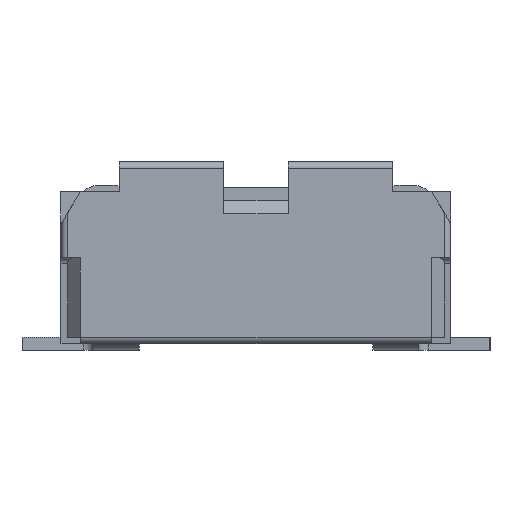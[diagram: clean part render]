
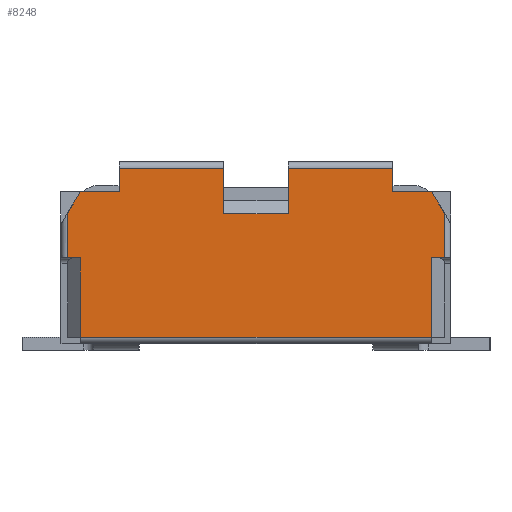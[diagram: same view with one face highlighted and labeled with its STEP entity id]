
A CAD part, left-side view. The second image highlights one B-rep face of the part: STEP entity #8248.
In plain terms, the highlighted planar face has unit normal (-1, 0, 0).
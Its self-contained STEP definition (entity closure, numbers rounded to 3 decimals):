
#1268 = EDGE_CURVE ( 'NONE', #8538, #8534, #17432, .T. ) ;
#1308 = EDGE_CURVE ( 'NONE', #8613, #8614, #17477, .T. ) ;
#6328 = ORIENTED_EDGE ( 'NONE', *, *, #21233, .F. ) ;
#6330 = ORIENTED_EDGE ( 'NONE', *, *, #1308, .T. ) ;
#6331 = ORIENTED_EDGE ( 'NONE', *, *, #21228, .T. ) ;
#6333 = ORIENTED_EDGE ( 'NONE', *, *, #1268, .F. ) ;
#6337 = ORIENTED_EDGE ( 'NONE', *, *, #21229, .F. ) ;
#6338 = ORIENTED_EDGE ( 'NONE', *, *, #21230, .T. ) ;
#6339 = ORIENTED_EDGE ( 'NONE', *, *, #21231, .T. ) ;
#6340 = ORIENTED_EDGE ( 'NONE', *, *, #21232, .F. ) ;
#6699 = VERTEX_POINT ( 'NONE', #12522 ) ;
#6700 = VERTEX_POINT ( 'NONE', #12523 ) ;
#6701 = VERTEX_POINT ( 'NONE', #12524 ) ;
#6702 = VERTEX_POINT ( 'NONE', #12525 ) ;
#6703 = VERTEX_POINT ( 'NONE', #12526 ) ;
#6704 = VERTEX_POINT ( 'NONE', #12527 ) ;
#6737 = VERTEX_POINT ( 'NONE', #12560 ) ;
#6738 = VERTEX_POINT ( 'NONE', #12561 ) ;
#6762 = VERTEX_POINT ( 'NONE', #12585 ) ;
#6763 = VERTEX_POINT ( 'NONE', #12586 ) ;
#6764 = VERTEX_POINT ( 'NONE', #12587 ) ;
#6774 = VERTEX_POINT ( 'NONE', #12597 ) ;
#6775 = VERTEX_POINT ( 'NONE', #12598 ) ;
#6776 = VERTEX_POINT ( 'NONE', #12599 ) ;
#6830 = ORIENTED_EDGE ( 'NONE', *, *, #21238, .T. ) ;
#6831 = ORIENTED_EDGE ( 'NONE', *, *, #21239, .T. ) ;
#7232 = ORIENTED_EDGE ( 'NONE', *, *, #21234, .F. ) ;
#7233 = ORIENTED_EDGE ( 'NONE', *, *, #21235, .F. ) ;
#8248 = ADVANCED_FACE ( 'NONE', ( #20530 ), #10057, .F. ) ;
#8298 = ORIENTED_EDGE ( 'NONE', *, *, #21226, .T. ) ;
#8534 = VERTEX_POINT ( 'NONE', #10420 ) ;
#8538 = VERTEX_POINT ( 'NONE', #10424 ) ;
#8613 = VERTEX_POINT ( 'NONE', #21463 ) ;
#8614 = VERTEX_POINT ( 'NONE', #21464 ) ;
#8790 = ORIENTED_EDGE ( 'NONE', *, *, #21237, .T. ) ;
#8791 = ORIENTED_EDGE ( 'NONE', *, *, #21236, .T. ) ;
#9151 = ORIENTED_EDGE ( 'NONE', *, *, #21242, .F. ) ;
#10057 = PLANE ( 'NONE',  #20059 ) ;
#10059 = CARTESIAN_POINT ( 'NONE',  ( -4.75, 0., 1.22 ) ) ;
#10060 = DIRECTION ( 'NONE',  ( 1., 0., 0. ) ) ;
#10062 = DIRECTION ( 'NONE',  ( 0., 1., 0. ) ) ;
#10420 = CARTESIAN_POINT ( 'NONE',  ( -4.75, -0.25, 1.4 ) ) ;
#10424 = CARTESIAN_POINT ( 'NONE',  ( -4.75, -0.25, 1.05 ) ) ;
#10996 = ORIENTED_EDGE ( 'NONE', *, *, #21240, .T. ) ;
#10997 = ORIENTED_EDGE ( 'NONE', *, *, #21241, .F. ) ;
#12522 = CARTESIAN_POINT ( 'NONE',  ( -4.75, -1.45, 0.71 ) ) ;
#12523 = CARTESIAN_POINT ( 'NONE',  ( -4.75, -1.35, 0.71 ) ) ;
#12524 = CARTESIAN_POINT ( 'NONE',  ( -4.75, -1.35, 0.1 ) ) ;
#12525 = CARTESIAN_POINT ( 'NONE',  ( -4.75, 1.35, 0.1 ) ) ;
#12526 = CARTESIAN_POINT ( 'NONE',  ( -4.75, 1.35, 0.71 ) ) ;
#12527 = CARTESIAN_POINT ( 'NONE',  ( -4.75, 1.45, 0.71 ) ) ;
#12560 = CARTESIAN_POINT ( 'NONE',  ( -4.75, 1.45, 1.053 ) ) ;
#12561 = CARTESIAN_POINT ( 'NONE',  ( -4.75, 1.35, 1.22 ) ) ;
#12585 = CARTESIAN_POINT ( 'NONE',  ( -4.75, -1.35, 1.22 ) ) ;
#12586 = CARTESIAN_POINT ( 'NONE',  ( -4.75, -1.05, 1.22 ) ) ;
#12587 = CARTESIAN_POINT ( 'NONE',  ( -4.75, -1.45, 1.053 ) ) ;
#12597 = CARTESIAN_POINT ( 'NONE',  ( -4.75, -1.05, 1.4 ) ) ;
#12598 = CARTESIAN_POINT ( 'NONE',  ( -4.75, 1.05, 1.4 ) ) ;
#12599 = CARTESIAN_POINT ( 'NONE',  ( -4.75, 1.05, 1.22 ) ) ;
#13854 = CARTESIAN_POINT ( 'NONE',  ( -4.75, -0.25, 1.05 ) ) ;
#13856 = DIRECTION ( 'NONE',  ( 0., 0., 1. ) ) ;
#15474 = EDGE_LOOP ( 'NONE', ( #6333, #6331, #6330, #6337, #6338, #6339, #6340, #6328, #7232, #7233, #8791, #8790, #6830, #6831, #10996, #10997, #9151, #8298 ) ) ;
#17432 = LINE ( 'NONE', #13854, #17434 ) ;
#17434 = VECTOR ( 'NONE', #13856, 1000. ) ;
#17477 = LINE ( 'NONE', #18828, #17480 ) ;
#17480 = VECTOR ( 'NONE', #18829, 1000. ) ;
#18828 = CARTESIAN_POINT ( 'NONE',  ( -4.75, 0.25, 1.05 ) ) ;
#18829 = DIRECTION ( 'NONE',  ( 0., 0., 1. ) ) ;
#20059 = AXIS2_PLACEMENT_3D ( 'NONE', #10059, #10060, #10062 ) ;
#20530 = FACE_OUTER_BOUND ( 'NONE', #15474, .T. ) ;
#21226 = EDGE_CURVE ( 'NONE', #6774, #8534, #29072, .T. ) ;
#21228 = EDGE_CURVE ( 'NONE', #8538, #8613, #29074, .T. ) ;
#21229 = EDGE_CURVE ( 'NONE', #6775, #8614, #29077, .T. ) ;
#21230 = EDGE_CURVE ( 'NONE', #6775, #6776, #29079, .T. ) ;
#21231 = EDGE_CURVE ( 'NONE', #6776, #6738, #29081, .T. ) ;
#21232 = EDGE_CURVE ( 'NONE', #6737, #6738, #29083, .T. ) ;
#21233 = EDGE_CURVE ( 'NONE', #6704, #6737, #29085, .T. ) ;
#21234 = EDGE_CURVE ( 'NONE', #6703, #6704, #29087, .T. ) ;
#21235 = EDGE_CURVE ( 'NONE', #6702, #6703, #29089, .T. ) ;
#21236 = EDGE_CURVE ( 'NONE', #6702, #6701, #29091, .T. ) ;
#21237 = EDGE_CURVE ( 'NONE', #6701, #6700, #29093, .T. ) ;
#21238 = EDGE_CURVE ( 'NONE', #6700, #6699, #29095, .T. ) ;
#21239 = EDGE_CURVE ( 'NONE', #6699, #6764, #29097, .T. ) ;
#21240 = EDGE_CURVE ( 'NONE', #6764, #6762, #29099, .T. ) ;
#21241 = EDGE_CURVE ( 'NONE', #6763, #6762, #29101, .T. ) ;
#21242 = EDGE_CURVE ( 'NONE', #6774, #6763, #29103, .T. ) ;
#21463 = CARTESIAN_POINT ( 'NONE',  ( -4.75, 0.25, 1.05 ) ) ;
#21464 = CARTESIAN_POINT ( 'NONE',  ( -4.75, 0.25, 1.4 ) ) ;
#29072 = LINE ( 'NONE', #29728, #29073 ) ;
#29073 = VECTOR ( 'NONE', #29729, 1000. ) ;
#29074 = LINE ( 'NONE', #29733, #29076 ) ;
#29076 = VECTOR ( 'NONE', #29734, 1000. ) ;
#29077 = LINE ( 'NONE', #29735, #29078 ) ;
#29078 = VECTOR ( 'NONE', #29736, 1000. ) ;
#29079 = LINE ( 'NONE', #29737, #29080 ) ;
#29080 = VECTOR ( 'NONE', #29738, 1000. ) ;
#29081 = LINE ( 'NONE', #29739, #29082 ) ;
#29082 = VECTOR ( 'NONE', #29740, 1000. ) ;
#29083 = LINE ( 'NONE', #29741, #29084 ) ;
#29084 = VECTOR ( 'NONE', #29742, 1000. ) ;
#29085 = LINE ( 'NONE', #29743, #29086 ) ;
#29086 = VECTOR ( 'NONE', #29744, 1000. ) ;
#29087 = LINE ( 'NONE', #29745, #29088 ) ;
#29088 = VECTOR ( 'NONE', #29746, 1000. ) ;
#29089 = LINE ( 'NONE', #29747, #29090 ) ;
#29090 = VECTOR ( 'NONE', #29748, 1000. ) ;
#29091 = LINE ( 'NONE', #29749, #29092 ) ;
#29092 = VECTOR ( 'NONE', #29750, 1000. ) ;
#29093 = LINE ( 'NONE', #29751, #29094 ) ;
#29094 = VECTOR ( 'NONE', #29752, 1000. ) ;
#29095 = LINE ( 'NONE', #29753, #29096 ) ;
#29096 = VECTOR ( 'NONE', #29754, 1000. ) ;
#29097 = LINE ( 'NONE', #29755, #29098 ) ;
#29098 = VECTOR ( 'NONE', #29756, 1000. ) ;
#29099 = LINE ( 'NONE', #29757, #29100 ) ;
#29100 = VECTOR ( 'NONE', #29758, 1000. ) ;
#29101 = LINE ( 'NONE', #29759, #29102 ) ;
#29102 = VECTOR ( 'NONE', #29760, 1000. ) ;
#29103 = LINE ( 'NONE', #29761, #29104 ) ;
#29104 = VECTOR ( 'NONE', #29762, 1000. ) ;
#29728 = CARTESIAN_POINT ( 'NONE',  ( -4.75, 0., 1.4 ) ) ;
#29729 = DIRECTION ( 'NONE',  ( 0., 1., 0. ) ) ;
#29733 = CARTESIAN_POINT ( 'NONE',  ( -4.75, -0.25, 1.05 ) ) ;
#29734 = DIRECTION ( 'NONE',  ( 0., 1., 0. ) ) ;
#29735 = CARTESIAN_POINT ( 'NONE',  ( -4.75, 0., 1.4 ) ) ;
#29736 = DIRECTION ( 'NONE',  ( 0., -1., 0. ) ) ;
#29737 = CARTESIAN_POINT ( 'NONE',  ( -4.75, 1.05, 1.45 ) ) ;
#29738 = DIRECTION ( 'NONE',  ( 0., 0., -1. ) ) ;
#29739 = CARTESIAN_POINT ( 'NONE',  ( -4.75, 0., 1.22 ) ) ;
#29740 = DIRECTION ( 'NONE',  ( 0., 1., 0. ) ) ;
#29741 = CARTESIAN_POINT ( 'NONE',  ( -4.75, 1.5, 0.97 ) ) ;
#29742 = DIRECTION ( 'NONE',  ( 0., -0.514, 0.857 ) ) ;
#29743 = CARTESIAN_POINT ( 'NONE',  ( -4.75, 1.45, 1.22 ) ) ;
#29744 = DIRECTION ( 'NONE',  ( 0., 0., 1. ) ) ;
#29745 = CARTESIAN_POINT ( 'NONE',  ( -4.75, 1.35, 0.71 ) ) ;
#29746 = DIRECTION ( 'NONE',  ( 0., 1., 0. ) ) ;
#29747 = CARTESIAN_POINT ( 'NONE',  ( -4.75, 1.35, 0.05 ) ) ;
#29748 = DIRECTION ( 'NONE',  ( 0., 0., 1. ) ) ;
#29749 = CARTESIAN_POINT ( 'NONE',  ( -4.75, 0., 0.1 ) ) ;
#29750 = DIRECTION ( 'NONE',  ( 0., -1., 0. ) ) ;
#29751 = CARTESIAN_POINT ( 'NONE',  ( -4.75, -1.35, 0.05 ) ) ;
#29752 = DIRECTION ( 'NONE',  ( 0., 0., 1. ) ) ;
#29753 = CARTESIAN_POINT ( 'NONE',  ( -4.75, -1.35, 0.71 ) ) ;
#29754 = DIRECTION ( 'NONE',  ( 0., -1., 0. ) ) ;
#29755 = CARTESIAN_POINT ( 'NONE',  ( -4.75, -1.45, 1.22 ) ) ;
#29756 = DIRECTION ( 'NONE',  ( 0., 0., 1. ) ) ;
#29757 = CARTESIAN_POINT ( 'NONE',  ( -4.75, -1.5, 0.97 ) ) ;
#29758 = DIRECTION ( 'NONE',  ( 0., 0.514, 0.857 ) ) ;
#29759 = CARTESIAN_POINT ( 'NONE',  ( -4.75, 0., 1.22 ) ) ;
#29760 = DIRECTION ( 'NONE',  ( 0., -1., 0. ) ) ;
#29761 = CARTESIAN_POINT ( 'NONE',  ( -4.75, -1.05, 1.45 ) ) ;
#29762 = DIRECTION ( 'NONE',  ( 0., 0., -1. ) ) ;
